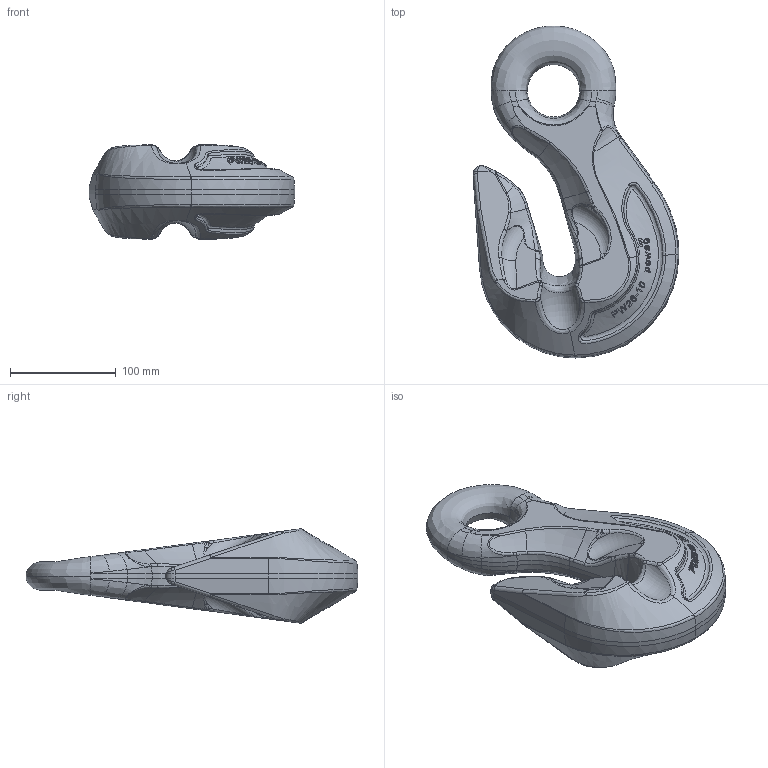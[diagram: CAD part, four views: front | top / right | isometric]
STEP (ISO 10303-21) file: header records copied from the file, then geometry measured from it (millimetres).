
FILE_DESCRIPTION(/* description */ (''),/* implementation_level */ '2;1');
FILE_NAME(/* name */ 'pewag_PW_26.stp',/* time_stamp */ '2022-07-01T11:02:27+02:00',/* author */ (''),/* organization */ (''),/* preprocessor_version */ 'ST-DEVELOPER v16',/* originating_system */ 'SIEMENS PLM Software NX 11.0',/* authorisation */ '');
FILE_SCHEMA (('AUTOMOTIVE_DESIGN { 1 0 10303 214 3 1 1 1 }'));
Length unit declared in the file: millimetre
Products named in the file (1): KSE44B0A9CF4rq9
Bounding box: 194.98 x 314.3 x 89.38 mm (x, y, z)
Volume: 1726154.5 mm3; surface area: 120430 mm2
Topology: 1 solids, 1 shells, 470 faces, 1183 edges, 735 vertices
Faces by surface type: bspline 217, plane 94, extrusion 63, cylinder 46, cone 30, torus 10, sphere 10
Entity records: 37474 total; most frequent: CARTESIAN_POINT 27435, ORIENTED_EDGE 2358, EDGE_CURVE 1179, DIRECTION 1159, B_SPLINE_CURVE_WITH_KNOTS 777, VERTEX_POINT 733, EDGE_LOOP 494, ADVANCED_FACE 470
